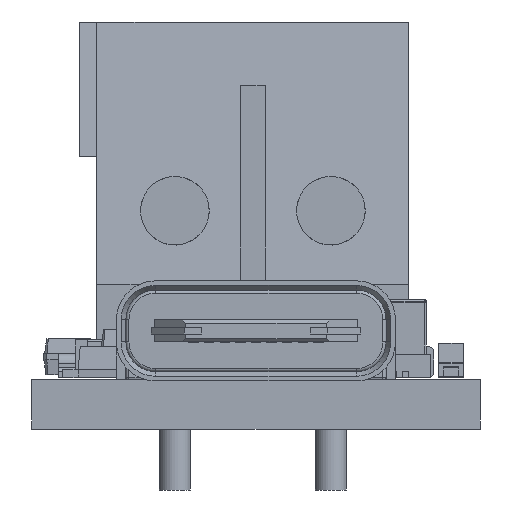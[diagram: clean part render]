
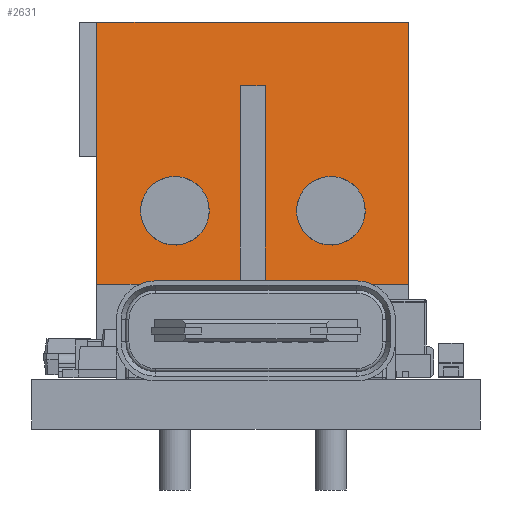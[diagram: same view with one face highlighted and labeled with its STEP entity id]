
A CAD part, front view. The second image highlights one B-rep face of the part: STEP entity #2631.
In plain terms, the highlighted face is planar.
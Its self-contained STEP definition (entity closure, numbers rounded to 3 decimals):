
#1208 = VERTEX_POINT('',#1209);
#1209 = CARTESIAN_POINT('',(7.5,4.,3.));
#1215 = EDGE_CURVE('',#1216,#1208,#1218,.T.);
#1216 = VERTEX_POINT('',#1217);
#1217 = CARTESIAN_POINT('',(7.5,2.97,11.4));
#1218 = LINE('',#1219,#1220);
#1219 = CARTESIAN_POINT('',(7.5,2.97,11.4));
#1220 = VECTOR('',#1221,1.);
#1221 = DIRECTION('',(0.,0.122,-0.993));
#1449 = VERTEX_POINT('',#1450);
#1450 = CARTESIAN_POINT('',(-2.5,2.97,11.4));
#1456 = EDGE_CURVE('',#1449,#1457,#1459,.T.);
#1457 = VERTEX_POINT('',#1458);
#1458 = CARTESIAN_POINT('',(-2.5,4.,3.));
#1459 = LINE('',#1460,#1461);
#1460 = CARTESIAN_POINT('',(-2.5,2.97,11.4));
#1461 = VECTOR('',#1462,1.);
#1462 = DIRECTION('',(0.,0.122,-0.993));
#1777 = EDGE_CURVE('',#1457,#1778,#1780,.T.);
#1778 = VERTEX_POINT('',#1779);
#1779 = CARTESIAN_POINT('',(2.1,4.,3.));
#1780 = LINE('',#1781,#1782);
#1781 = CARTESIAN_POINT('',(-2.5,4.,3.));
#1782 = VECTOR('',#1783,1.);
#1783 = DIRECTION('',(1.,0.,0.));
#1802 = VERTEX_POINT('',#1803);
#1803 = CARTESIAN_POINT('',(2.9,4.,3.));
#1809 = EDGE_CURVE('',#1802,#1208,#1810,.T.);
#1810 = LINE('',#1811,#1812);
#1811 = CARTESIAN_POINT('',(-2.5,4.,3.));
#1812 = VECTOR('',#1813,1.);
#1813 = DIRECTION('',(1.,0.,0.));
#2374 = EDGE_CURVE('',#1449,#1216,#2375,.T.);
#2375 = LINE('',#2376,#2377);
#2376 = CARTESIAN_POINT('',(-2.5,2.97,11.4));
#2377 = VECTOR('',#2378,1.);
#2378 = DIRECTION('',(1.,0.,0.));
#2631 = ADVANCED_FACE('',(#2632,#2661,#2672),#2683,.T.);
#2632 = FACE_BOUND('',#2633,.T.);
#2633 = EDGE_LOOP('',(#2634,#2635,#2636,#2637,#2638,#2646,#2654,#2660));
#2634 = ORIENTED_EDGE('',*,*,#1456,.F.);
#2635 = ORIENTED_EDGE('',*,*,#2374,.T.);
#2636 = ORIENTED_EDGE('',*,*,#1215,.T.);
#2637 = ORIENTED_EDGE('',*,*,#1809,.F.);
#2638 = ORIENTED_EDGE('',*,*,#2639,.T.);
#2639 = EDGE_CURVE('',#1802,#2640,#2642,.T.);
#2640 = VERTEX_POINT('',#2641);
#2641 = CARTESIAN_POINT('',(2.9,3.22,9.36));
#2642 = LINE('',#2643,#2644);
#2643 = CARTESIAN_POINT('',(2.9,3.666,5.722));
#2644 = VECTOR('',#2645,1.);
#2645 = DIRECTION('',(0.,-0.122,0.993));
#2646 = ORIENTED_EDGE('',*,*,#2647,.T.);
#2647 = EDGE_CURVE('',#2640,#2648,#2650,.T.);
#2648 = VERTEX_POINT('',#2649);
#2649 = CARTESIAN_POINT('',(2.1,3.22,9.36));
#2650 = LINE('',#2651,#2652);
#2651 = CARTESIAN_POINT('',(0.2,3.22,9.36));
#2652 = VECTOR('',#2653,1.);
#2653 = DIRECTION('',(-1.,0.,0.));
#2654 = ORIENTED_EDGE('',*,*,#2655,.T.);
#2655 = EDGE_CURVE('',#2648,#1778,#2656,.T.);
#2656 = LINE('',#2657,#2658);
#2657 = CARTESIAN_POINT('',(2.1,3.101,10.333));
#2658 = VECTOR('',#2659,1.);
#2659 = DIRECTION('',(0.,0.122,-0.993));
#2660 = ORIENTED_EDGE('',*,*,#1777,.F.);
#2661 = FACE_BOUND('',#2662,.T.);
#2662 = EDGE_LOOP('',(#2663));
#2663 = ORIENTED_EDGE('',*,*,#2664,.F.);
#2664 = EDGE_CURVE('',#2665,#2665,#2667,.T.);
#2665 = VERTEX_POINT('',#2666);
#2666 = CARTESIAN_POINT('',(1.1,3.712,5.35));
#2667 = ELLIPSE('',#2668,1.108,1.1);
#2668 = AXIS2_PLACEMENT_3D('',#2669,#2670,#2671);
#2669 = CARTESIAN_POINT('',(0.,3.712,5.35));
#2670 = DIRECTION('',(0.,0.993,0.122));
#2671 = DIRECTION('',(0.,0.122,-0.993));
#2672 = FACE_BOUND('',#2673,.T.);
#2673 = EDGE_LOOP('',(#2674));
#2674 = ORIENTED_EDGE('',*,*,#2675,.F.);
#2675 = EDGE_CURVE('',#2676,#2676,#2678,.T.);
#2676 = VERTEX_POINT('',#2677);
#2677 = CARTESIAN_POINT('',(6.1,3.712,5.35));
#2678 = ELLIPSE('',#2679,1.108,1.1);
#2679 = AXIS2_PLACEMENT_3D('',#2680,#2681,#2682);
#2680 = CARTESIAN_POINT('',(5.,3.712,5.35));
#2681 = DIRECTION('',(0.,0.993,0.122));
#2682 = DIRECTION('',(0.,0.122,-0.993));
#2683 = PLANE('',#2684);
#2684 = AXIS2_PLACEMENT_3D('',#2685,#2686,#2687);
#2685 = CARTESIAN_POINT('',(-2.5,2.97,11.4));
#2686 = DIRECTION('',(0.,0.993,0.122));
#2687 = DIRECTION('',(0.,0.122,-0.993));
